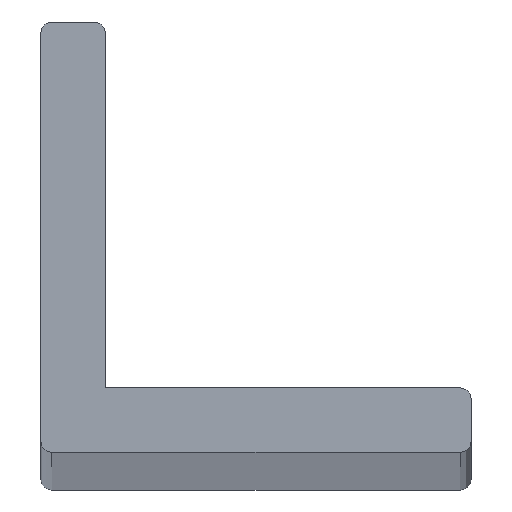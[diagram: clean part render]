
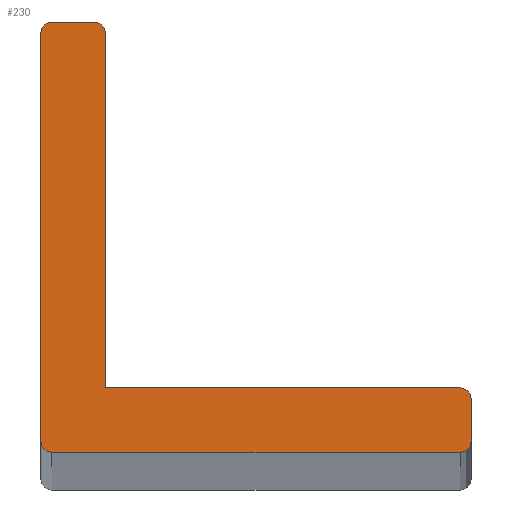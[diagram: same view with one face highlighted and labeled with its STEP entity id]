
A CAD part, top view. The second image highlights one B-rep face of the part: STEP entity #230.
In plain terms, the highlighted planar face has unit normal (0, 0, 1).
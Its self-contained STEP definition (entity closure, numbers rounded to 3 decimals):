
#3 = CARTESIAN_POINT ( 'NONE',  ( 0., 0.5, 1000. ) ) ;
#4 = VERTEX_POINT ( 'NONE', #437 ) ;
#6 = DIRECTION ( 'NONE',  ( 0., -1., 0. ) ) ;
#9 = VECTOR ( 'NONE', #297, 1000. ) ;
#10 = VERTEX_POINT ( 'NONE', #393 ) ;
#14 = DIRECTION ( 'NONE',  ( 0., 0., 1. ) ) ;
#17 = VERTEX_POINT ( 'NONE', #432 ) ;
#18 = CARTESIAN_POINT ( 'NONE',  ( 19.5, 2.5, 1000. ) ) ;
#24 = EDGE_CURVE ( 'NONE', #377, #196, #101, .T. ) ;
#32 = ORIENTED_EDGE ( 'NONE', *, *, #57, .T. ) ;
#40 = LINE ( 'NONE', #76, #200 ) ;
#45 = EDGE_CURVE ( 'NONE', #152, #160, #40, .T. ) ;
#52 = EDGE_CURVE ( 'NONE', #4, #17, #239, .T. ) ;
#53 = DIRECTION ( 'NONE',  ( -1., 0., 0. ) ) ;
#55 = ORIENTED_EDGE ( 'NONE', *, *, #372, .T. ) ;
#57 = EDGE_CURVE ( 'NONE', #196, #10, #328, .T. ) ;
#62 = VERTEX_POINT ( 'NONE', #216 ) ;
#63 = AXIS2_PLACEMENT_3D ( 'NONE', #139, #205, #286 ) ;
#72 = CARTESIAN_POINT ( 'NONE',  ( 0., 0., 1000. ) ) ;
#76 = CARTESIAN_POINT ( 'NONE',  ( 0., 3., 1000. ) ) ;
#83 = CARTESIAN_POINT ( 'NONE',  ( 19.5, 0., 1000. ) ) ;
#92 = VERTEX_POINT ( 'NONE', #354 ) ;
#94 = CIRCLE ( 'NONE', #151, 0.5 ) ;
#101 = LINE ( 'NONE', #72, #219 ) ;
#109 = DIRECTION ( 'NONE',  ( -1., 0., 0. ) ) ;
#111 = DIRECTION ( 'NONE',  ( 0., 0., 1. ) ) ;
#112 = AXIS2_PLACEMENT_3D ( 'NONE', #161, #133, #320 ) ;
#121 = ORIENTED_EDGE ( 'NONE', *, *, #52, .T. ) ;
#124 = ORIENTED_EDGE ( 'NONE', *, *, #24, .T. ) ;
#130 = VERTEX_POINT ( 'NONE', #394 ) ;
#132 = DIRECTION ( 'NONE',  ( 1., 0., 0. ) ) ;
#133 = DIRECTION ( 'NONE',  ( 0., 0., -1. ) ) ;
#138 = FACE_OUTER_BOUND ( 'NONE', #429, .T. ) ;
#139 = CARTESIAN_POINT ( 'NONE',  ( 2.5, 19.5, 1000. ) ) ;
#142 = DIRECTION ( 'NONE',  ( 0., 0., 1. ) ) ;
#149 = ORIENTED_EDGE ( 'NONE', *, *, #424, .F. ) ;
#150 = DIRECTION ( 'NONE',  ( 0., 0., 1. ) ) ;
#151 = AXIS2_PLACEMENT_3D ( 'NONE', #184, #111, #53 ) ;
#152 = VERTEX_POINT ( 'NONE', #238 ) ;
#159 = VECTOR ( 'NONE', #330, 1000. ) ;
#160 = VERTEX_POINT ( 'NONE', #235 ) ;
#161 = CARTESIAN_POINT ( 'NONE',  ( 0., 0., 1000. ) ) ;
#166 = DIRECTION ( 'NONE',  ( -1., 0., 0. ) ) ;
#184 = CARTESIAN_POINT ( 'NONE',  ( 0.5, 19.5, 1000. ) ) ;
#189 = VECTOR ( 'NONE', #335, 1000. ) ;
#193 = ORIENTED_EDGE ( 'NONE', *, *, #420, .T. ) ;
#196 = VERTEX_POINT ( 'NONE', #3 ) ;
#200 = VECTOR ( 'NONE', #132, 1000. ) ;
#205 = DIRECTION ( 'NONE',  ( 0., 0., 1. ) ) ;
#216 = CARTESIAN_POINT ( 'NONE',  ( 20., 0.5, 1000. ) ) ;
#219 = VECTOR ( 'NONE', #6, 1000. ) ;
#225 = AXIS2_PLACEMENT_3D ( 'NONE', #18, #150, #109 ) ;
#230 = ADVANCED_FACE ( 'NONE', ( #138 ), #355, .F. ) ;
#235 = CARTESIAN_POINT ( 'NONE',  ( 19.5, 3., 1000. ) ) ;
#236 = ORIENTED_EDGE ( 'NONE', *, *, #312, .F. ) ;
#238 = CARTESIAN_POINT ( 'NONE',  ( 3., 3., 1000. ) ) ;
#239 = CIRCLE ( 'NONE', #63, 0.5 ) ;
#241 = ORIENTED_EDGE ( 'NONE', *, *, #334, .T. ) ;
#252 = CARTESIAN_POINT ( 'NONE',  ( 0., 20., 1000. ) ) ;
#256 = CARTESIAN_POINT ( 'NONE',  ( 19.5, 0.5, 1000. ) ) ;
#263 = LINE ( 'NONE', #452, #9 ) ;
#266 = VECTOR ( 'NONE', #370, 1000. ) ;
#269 = VERTEX_POINT ( 'NONE', #83 ) ;
#272 = ORIENTED_EDGE ( 'NONE', *, *, #295, .T. ) ;
#286 = DIRECTION ( 'NONE',  ( -1., 0., 0. ) ) ;
#289 = CARTESIAN_POINT ( 'NONE',  ( 0., 19.5, 1000. ) ) ;
#295 = EDGE_CURVE ( 'NONE', #130, #377, #94, .T. ) ;
#297 = DIRECTION ( 'NONE',  ( 1., 0., 0. ) ) ;
#301 = ORIENTED_EDGE ( 'NONE', *, *, #358, .F. ) ;
#305 = AXIS2_PLACEMENT_3D ( 'NONE', #441, #142, #166 ) ;
#312 = EDGE_CURVE ( 'NONE', #92, #62, #374, .T. ) ;
#313 = CIRCLE ( 'NONE', #225, 0.5 ) ;
#320 = DIRECTION ( 'NONE',  ( -1., 0., 0. ) ) ;
#328 = CIRCLE ( 'NONE', #305, 0.5 ) ;
#329 = LINE ( 'NONE', #252, #266 ) ;
#330 = DIRECTION ( 'NONE',  ( 0., -1., 0. ) ) ;
#334 = EDGE_CURVE ( 'NONE', #92, #160, #313, .T. ) ;
#335 = DIRECTION ( 'NONE',  ( 0., -1., 0. ) ) ;
#349 = AXIS2_PLACEMENT_3D ( 'NONE', #256, #14, #403 ) ;
#354 = CARTESIAN_POINT ( 'NONE',  ( 20., 2.5, 1000. ) ) ;
#355 = PLANE ( 'NONE',  #112 ) ;
#358 = EDGE_CURVE ( 'NONE', #4, #152, #446, .T. ) ;
#368 = CARTESIAN_POINT ( 'NONE',  ( 3., 0., 1000. ) ) ;
#370 = DIRECTION ( 'NONE',  ( 1., 0., 0. ) ) ;
#372 = EDGE_CURVE ( 'NONE', #269, #62, #440, .T. ) ;
#374 = LINE ( 'NONE', #449, #189 ) ;
#377 = VERTEX_POINT ( 'NONE', #289 ) ;
#393 = CARTESIAN_POINT ( 'NONE',  ( 0.5, 0., 1000. ) ) ;
#394 = CARTESIAN_POINT ( 'NONE',  ( 0.5, 20., 1000. ) ) ;
#403 = DIRECTION ( 'NONE',  ( -1., 0., 0. ) ) ;
#420 = EDGE_CURVE ( 'NONE', #10, #269, #263, .T. ) ;
#423 = ORIENTED_EDGE ( 'NONE', *, *, #45, .F. ) ;
#424 = EDGE_CURVE ( 'NONE', #130, #17, #329, .T. ) ;
#429 = EDGE_LOOP ( 'NONE', ( #193, #55, #236, #241, #423, #301, #121, #149, #272, #124, #32 ) ) ;
#432 = CARTESIAN_POINT ( 'NONE',  ( 2.5, 20., 1000. ) ) ;
#437 = CARTESIAN_POINT ( 'NONE',  ( 3., 19.5, 1000. ) ) ;
#440 = CIRCLE ( 'NONE', #349, 0.5 ) ;
#441 = CARTESIAN_POINT ( 'NONE',  ( 0.5, 0.5, 1000. ) ) ;
#446 = LINE ( 'NONE', #368, #159 ) ;
#449 = CARTESIAN_POINT ( 'NONE',  ( 20., 3., 1000. ) ) ;
#452 = CARTESIAN_POINT ( 'NONE',  ( 0., 0., 1000. ) ) ;
